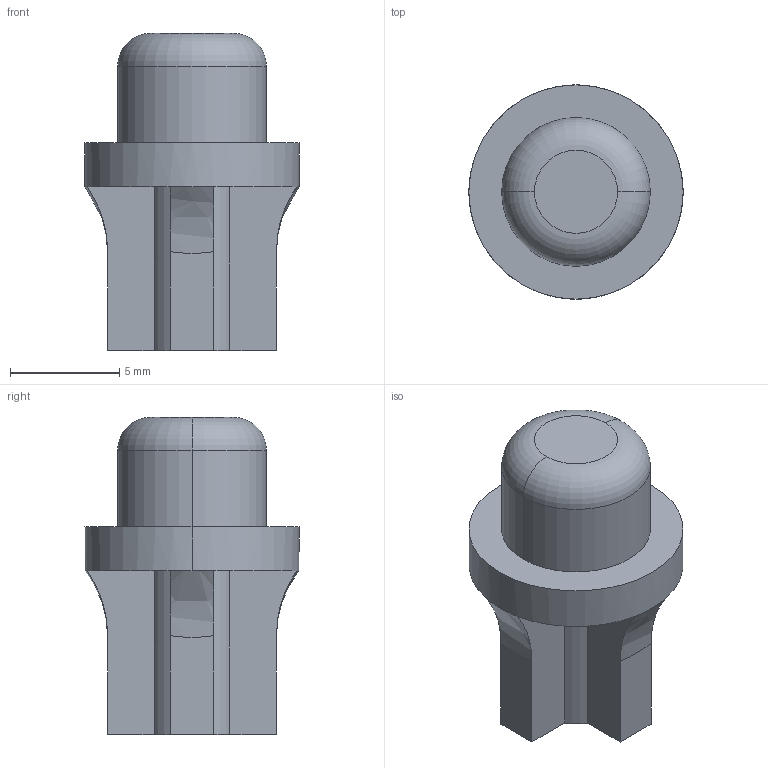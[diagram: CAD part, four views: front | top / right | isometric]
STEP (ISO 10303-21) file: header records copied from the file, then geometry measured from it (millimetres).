
FILE_DESCRIPTION (( 'STEP AP203' ), '1' );
FILE_NAME ('Switch.STEP', '2021-10-28T19:28:39', ( '' ), ( '' ), 'SwSTEP 2.0', 'SolidWorks 2018', '' );
FILE_SCHEMA (( 'CONFIG_CONTROL_DESIGN' ));
Length unit declared in the file: millimetre
Products named in the file (1): Switch
Bounding box: 9.8 x 9.8 x 14.5 mm (x, y, z)
Volume: 541.9 mm3; surface area: 524.4 mm2
Topology: 1 solids, 1 shells, 33 faces, 80 edges, 50 vertices
Faces by surface type: plane 19, cylinder 8, bspline 4, torus 2
Entity records: 1175 total; most frequent: CARTESIAN_POINT 340, ORIENTED_EDGE 160, DIRECTION 156, EDGE_CURVE 80, AXIS2_PLACEMENT_3D 58, VERTEX_POINT 50, VECTOR 40, LINE 40
